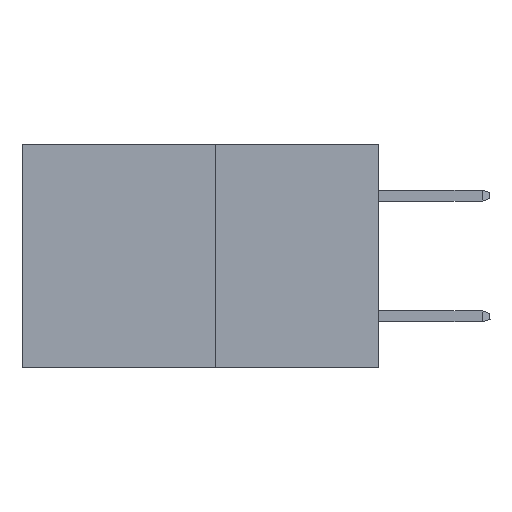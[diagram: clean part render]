
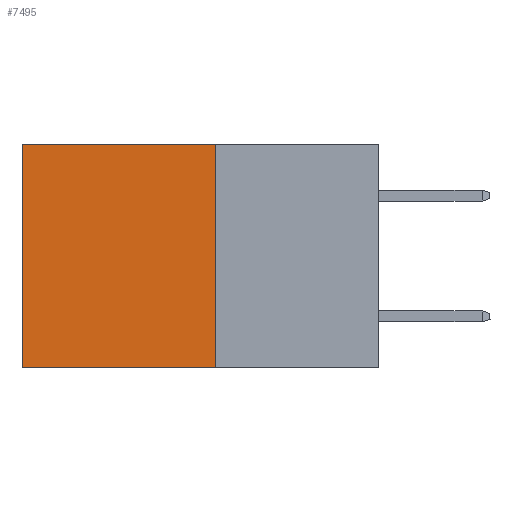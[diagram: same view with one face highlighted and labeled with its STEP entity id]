
A CAD part, left-side view. The second image highlights one B-rep face of the part: STEP entity #7495.
In plain terms, the highlighted planar face has unit normal (-1, 0, 0).
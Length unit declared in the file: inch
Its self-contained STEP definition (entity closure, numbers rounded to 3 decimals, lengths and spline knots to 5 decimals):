
#104 = VERTEX_POINT ( 'NONE', #4875 ) ;
#141 = EDGE_CURVE ( 'NONE', #18828, #104, #4620, .T. ) ;
#287 = LINE ( 'NONE', #17765, #25320 ) ;
#742 = LINE ( 'NONE', #18568, #20636 ) ;
#1752 = FACE_OUTER_BOUND ( 'NONE', #2528, .T. ) ;
#1952 = EDGE_CURVE ( 'NONE', #12041, #18828, #742, .T. ) ;
#2528 = EDGE_LOOP ( 'NONE', ( #24621, #17853, #4011, #6895 ) ) ;
#2621 = LINE ( 'NONE', #23394, #23090 ) ;
#4011 = ORIENTED_EDGE ( 'NONE', *, *, #8991, .F. ) ;
#4620 = LINE ( 'NONE', #6591, #19855 ) ;
#4875 = CARTESIAN_POINT ( 'NONE',  ( 0.277, 0.59, -0.37 ) ) ;
#5278 = CARTESIAN_POINT ( 'NONE',  ( 0.277, 0.27, -0.37 ) ) ;
#5648 = DIRECTION ( 'NONE',  ( 0., 0., -1. ) ) ;
#6591 = CARTESIAN_POINT ( 'NONE',  ( 0.277, 0.59, -0.37 ) ) ;
#6895 = ORIENTED_EDGE ( 'NONE', *, *, #1952, .T. ) ;
#7495 = ADVANCED_FACE ( 'NONE', ( #1752 ), #15849, .F. ) ;
#8991 = EDGE_CURVE ( 'NONE', #12041, #9579, #2621, .T. ) ;
#9579 = VERTEX_POINT ( 'NONE', #5278 ) ;
#12041 = VERTEX_POINT ( 'NONE', #17391 ) ;
#14856 = AXIS2_PLACEMENT_3D ( 'NONE', #15459, #15407, #15377 ) ;
#15377 = DIRECTION ( 'NONE',  ( 0., 0., -1. ) ) ;
#15407 = DIRECTION ( 'NONE',  ( 1., 0., 0. ) ) ;
#15459 = CARTESIAN_POINT ( 'NONE',  ( 0.277, 0.27, -0.37 ) ) ;
#15849 = PLANE ( 'NONE',  #14856 ) ;
#16355 = EDGE_CURVE ( 'NONE', #9579, #104, #287, .T. ) ;
#17391 = CARTESIAN_POINT ( 'NONE',  ( 0.277, 0.27, 0. ) ) ;
#17765 = CARTESIAN_POINT ( 'NONE',  ( 0.277, 0.27, -0.37 ) ) ;
#17853 = ORIENTED_EDGE ( 'NONE', *, *, #16355, .F. ) ;
#18568 = CARTESIAN_POINT ( 'NONE',  ( 0.277, 0.27, 0. ) ) ;
#18828 = VERTEX_POINT ( 'NONE', #23254 ) ;
#19797 = DIRECTION ( 'NONE',  ( 0., 1., 0. ) ) ;
#19855 = VECTOR ( 'NONE', #23052, 39.37008 ) ;
#20636 = VECTOR ( 'NONE', #20739, 39.37008 ) ;
#20739 = DIRECTION ( 'NONE',  ( 0., 1., 0. ) ) ;
#23052 = DIRECTION ( 'NONE',  ( 0., 0., -1. ) ) ;
#23090 = VECTOR ( 'NONE', #5648, 39.37008 ) ;
#23254 = CARTESIAN_POINT ( 'NONE',  ( 0.277, 0.59, 0. ) ) ;
#23394 = CARTESIAN_POINT ( 'NONE',  ( 0.277, 0.27, -0.37 ) ) ;
#24621 = ORIENTED_EDGE ( 'NONE', *, *, #141, .T. ) ;
#25320 = VECTOR ( 'NONE', #19797, 39.37008 ) ;
